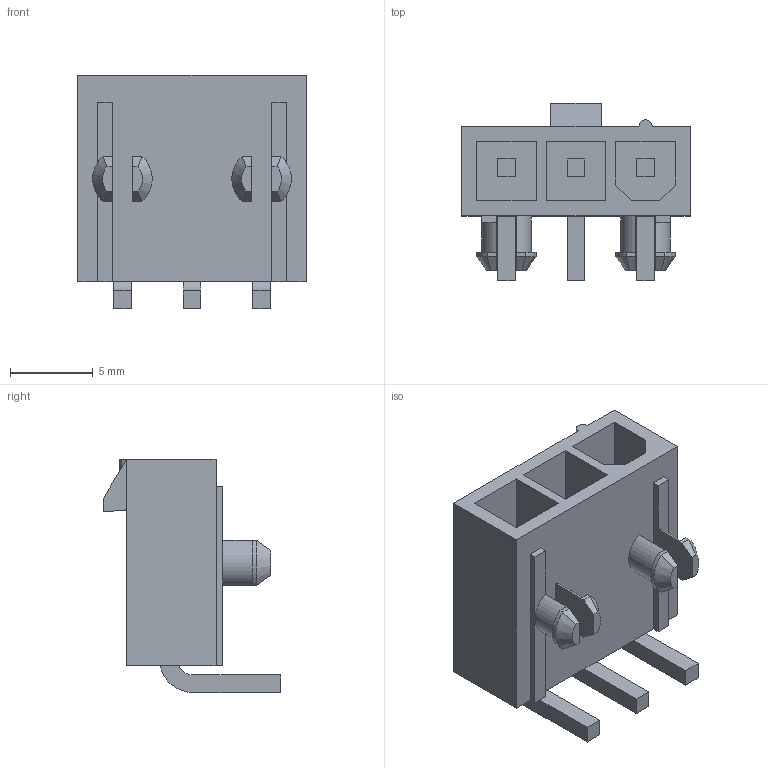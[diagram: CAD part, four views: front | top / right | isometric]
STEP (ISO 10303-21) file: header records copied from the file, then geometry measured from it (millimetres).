
FILE_DESCRIPTION((''),'2;1');
FILE_NAME('039303037','2020-10-20T',('me'),(''),'PRO/ENGINEER BY PARAMETRIC TECHNOLOGY CORPORATION, 2016010','PRO/ENGINEER BY PARAMETRIC TECHNOLOGY CORPORATION, 2016010','');
FILE_SCHEMA(('CONFIG_CONTROL_DESIGN'));
Length unit declared in the file: millimetre
Products named in the file (1): 039303037
Bounding box: 13.8 x 10.7 x 14.09 mm (x, y, z)
Volume: 665.6 mm3; surface area: 1284.7 mm2
Topology: 1 solids, 1 shells, 114 faces, 295 edges, 196 vertices
Faces by surface type: plane 95, cylinder 15, cone 4
Entity records: 3455 total; most frequent: CARTESIAN_POINT 608, ORIENTED_EDGE 566, DIRECTION 563, EDGE_CURVE 283, VECTOR 241, LINE 241, VERTEX_POINT 182, AXIS2_PLACEMENT_3D 161
